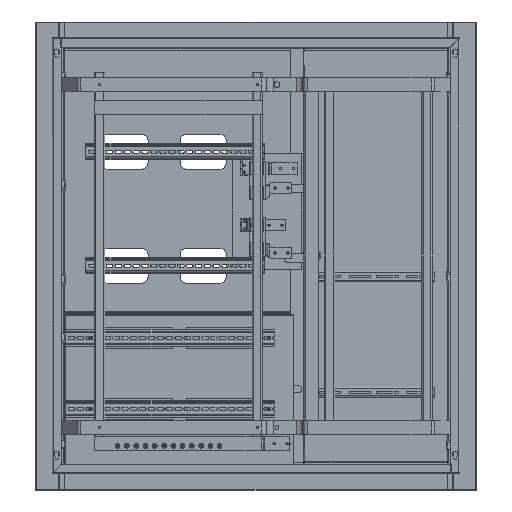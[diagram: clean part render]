
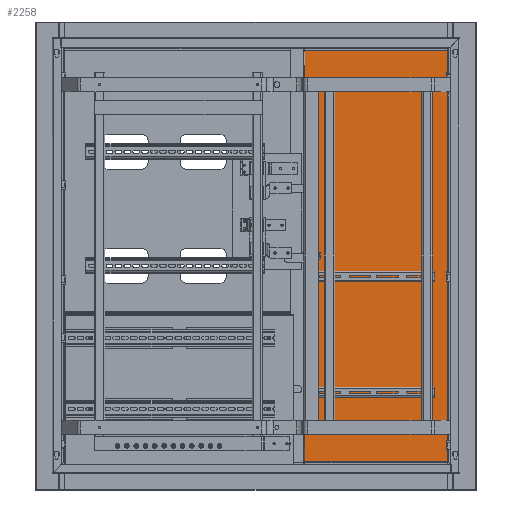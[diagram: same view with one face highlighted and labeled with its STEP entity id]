
A CAD part, left-side view. The second image highlights one B-rep face of the part: STEP entity #2258.
In plain terms, the highlighted face is planar.
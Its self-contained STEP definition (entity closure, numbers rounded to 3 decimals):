
#140 = LINE ( 'NONE', #23434, #5637 ) ;
#459 = VERTEX_POINT ( 'NONE', #28621 ) ;
#1365 = CARTESIAN_POINT ( 'NONE',  ( -161.7, 900.7, -1. ) ) ;
#1908 = CARTESIAN_POINT ( 'NONE',  ( -161.7, 2.3, -1. ) ) ;
#2258 = ADVANCED_FACE ( 'NONE', ( #45264, #45642 ), #68607, .F. ) ;
#3377 = LINE ( 'NONE', #49992, #34231 ) ;
#4831 = CARTESIAN_POINT ( 'NONE',  ( -139., 455.149, -1. ) ) ;
#5637 = VECTOR ( 'NONE', #53266, 1000. ) ;
#5879 = ORIENTED_EDGE ( 'NONE', *, *, #21673, .F. ) ;
#6260 = EDGE_CURVE ( 'NONE', #10864, #13516, #37606, .T. ) ;
#8371 = ORIENTED_EDGE ( 'NONE', *, *, #6260, .T. ) ;
#9460 = ORIENTED_EDGE ( 'NONE', *, *, #21317, .T. ) ;
#10864 = VERTEX_POINT ( 'NONE', #49938 ) ;
#11280 = DIRECTION ( 'NONE',  ( 0., -1., 0. ) ) ;
#11773 = CARTESIAN_POINT ( 'NONE',  ( 161.7, 900.7, -1. ) ) ;
#13186 = DIRECTION ( 'NONE',  ( 0., -1., 0. ) ) ;
#13516 = VERTEX_POINT ( 'NONE', #4831 ) ;
#14215 = ORIENTED_EDGE ( 'NONE', *, *, #57124, .T. ) ;
#16206 = DIRECTION ( 'NONE',  ( 0., 0., 1. ) ) ;
#17211 = CARTESIAN_POINT ( 'NONE',  ( -122., 455.149, -1. ) ) ;
#17901 = DIRECTION ( 'NONE',  ( 0., 0., 1. ) ) ;
#18149 = CARTESIAN_POINT ( 'NONE',  ( -161.7, 903., -1. ) ) ;
#18367 = EDGE_CURVE ( 'NONE', #57115, #28392, #3377, .T. ) ;
#21317 = EDGE_CURVE ( 'NONE', #459, #33736, #55122, .T. ) ;
#21673 = EDGE_CURVE ( 'NONE', #43393, #57115, #57339, .T. ) ;
#22128 = AXIS2_PLACEMENT_3D ( 'NONE', #65814, #29911, #59340 ) ;
#22943 = LINE ( 'NONE', #17211, #29449 ) ;
#23239 = CARTESIAN_POINT ( 'NONE',  ( -130.5, 451.5, -1. ) ) ;
#23434 = CARTESIAN_POINT ( 'NONE',  ( 164., 900.7, -1. ) ) ;
#25425 = ORIENTED_EDGE ( 'NONE', *, *, #18367, .F. ) ;
#27550 = DIRECTION ( 'NONE',  ( 1., 0., 0. ) ) ;
#28392 = VERTEX_POINT ( 'NONE', #11773 ) ;
#28621 = CARTESIAN_POINT ( 'NONE',  ( -139., 447.851, -1. ) ) ;
#29449 = VECTOR ( 'NONE', #40535, 1000. ) ;
#29911 = DIRECTION ( 'NONE',  ( 0., 0., 1. ) ) ;
#31095 = EDGE_LOOP ( 'NONE', ( #25425, #5879, #40707, #57034 ) ) ;
#33022 = VERTEX_POINT ( 'NONE', #1365 ) ;
#33295 = AXIS2_PLACEMENT_3D ( 'NONE', #33820, #16206, #39528 ) ;
#33736 = VERTEX_POINT ( 'NONE', #46306 ) ;
#33820 = CARTESIAN_POINT ( 'NONE',  ( 0., 0., -1. ) ) ;
#34231 = VECTOR ( 'NONE', #73352, 1000. ) ;
#34256 = VECTOR ( 'NONE', #13186, 1000. ) ;
#34797 = CARTESIAN_POINT ( 'NONE',  ( -161.7, 2.3, -1. ) ) ;
#35504 = DIRECTION ( 'NONE',  ( 1., 0., 0. ) ) ;
#36404 = AXIS2_PLACEMENT_3D ( 'NONE', #23239, #17901, #35504 ) ;
#37606 = CIRCLE ( 'NONE', #36404, 9.25 ) ;
#39528 = DIRECTION ( 'NONE',  ( 1., 0., 0. ) ) ;
#40535 = DIRECTION ( 'NONE',  ( 0., 1., 0. ) ) ;
#40700 = LINE ( 'NONE', #46429, #51955 ) ;
#40707 = ORIENTED_EDGE ( 'NONE', *, *, #44383, .F. ) ;
#41261 = EDGE_CURVE ( 'NONE', #13516, #459, #40700, .T. ) ;
#43393 = VERTEX_POINT ( 'NONE', #1908 ) ;
#44383 = EDGE_CURVE ( 'NONE', #33022, #43393, #53343, .T. ) ;
#45264 = FACE_BOUND ( 'NONE', #49783, .T. ) ;
#45642 = FACE_OUTER_BOUND ( 'NONE', #31095, .T. ) ;
#46306 = CARTESIAN_POINT ( 'NONE',  ( -122., 447.851, -1. ) ) ;
#46429 = CARTESIAN_POINT ( 'NONE',  ( -139., 455.149, -1. ) ) ;
#49783 = EDGE_LOOP ( 'NONE', ( #62323, #9460, #14215, #8371 ) ) ;
#49938 = CARTESIAN_POINT ( 'NONE',  ( -122., 455.149, -1. ) ) ;
#49992 = CARTESIAN_POINT ( 'NONE',  ( 161.7, 2.3, -1. ) ) ;
#51955 = VECTOR ( 'NONE', #11280, 1000. ) ;
#53266 = DIRECTION ( 'NONE',  ( -1., 0., 0. ) ) ;
#53343 = LINE ( 'NONE', #18149, #34256 ) ;
#55122 = CIRCLE ( 'NONE', #22128, 9.25 ) ;
#57034 = ORIENTED_EDGE ( 'NONE', *, *, #74628, .F. ) ;
#57115 = VERTEX_POINT ( 'NONE', #57770 ) ;
#57124 = EDGE_CURVE ( 'NONE', #33736, #10864, #22943, .T. ) ;
#57339 = LINE ( 'NONE', #34797, #74724 ) ;
#57770 = CARTESIAN_POINT ( 'NONE',  ( 161.7, 2.3, -1. ) ) ;
#59340 = DIRECTION ( 'NONE',  ( 1., 0., 0. ) ) ;
#62323 = ORIENTED_EDGE ( 'NONE', *, *, #41261, .T. ) ;
#65814 = CARTESIAN_POINT ( 'NONE',  ( -130.5, 451.5, -1. ) ) ;
#68607 = PLANE ( 'NONE',  #33295 ) ;
#73352 = DIRECTION ( 'NONE',  ( 0., 1., 0. ) ) ;
#74628 = EDGE_CURVE ( 'NONE', #28392, #33022, #140, .T. ) ;
#74724 = VECTOR ( 'NONE', #27550, 1000. ) ;
